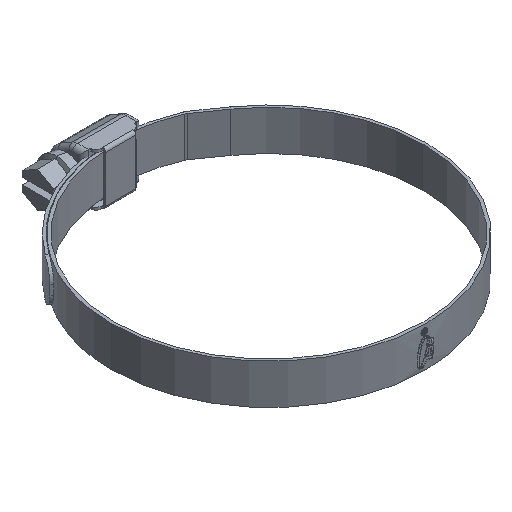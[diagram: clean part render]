
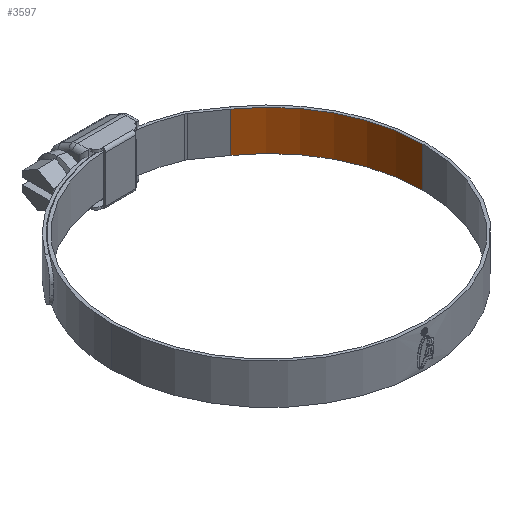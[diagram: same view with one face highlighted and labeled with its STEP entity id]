
A CAD part, isometric view. The second image highlights one B-rep face of the part: STEP entity #3597.
In plain terms, the highlighted cylindrical face has radius 30.5 mm (diameter 61 mm), a partial arc.
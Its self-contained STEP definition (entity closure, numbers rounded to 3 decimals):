
#52 = CYLINDRICAL_SURFACE ( 'NONE', #5611, 30.5 ) ;
#80 = VERTEX_POINT ( 'NONE', #4140 ) ;
#125 = CARTESIAN_POINT ( 'NONE',  ( 0., 0., 3.96 ) ) ;
#191 = DIRECTION ( 'NONE',  ( 0., 0., -1. ) ) ;
#434 = CIRCLE ( 'NONE', #7115, 30.5 ) ;
#634 = EDGE_CURVE ( 'NONE', #4925, #80, #434, .T. ) ;
#914 = CARTESIAN_POINT ( 'NONE',  ( 30.5, 0., 3.96 ) ) ;
#1123 = DIRECTION ( 'NONE',  ( 0., 0., 1. ) ) ;
#1351 = CIRCLE ( 'NONE', #3191, 30.5 ) ;
#1494 = VECTOR ( 'NONE', #191, 1000. ) ;
#1546 = CARTESIAN_POINT ( 'NONE',  ( 0., 0., 3.96 ) ) ;
#1777 = FACE_OUTER_BOUND ( 'NONE', #4388, .T. ) ;
#2590 = DIRECTION ( 'NONE',  ( 0., 0., 1. ) ) ;
#2830 = EDGE_CURVE ( 'NONE', #5567, #3538, #1351, .T. ) ;
#3122 = CARTESIAN_POINT ( 'NONE',  ( 17.494, 24.984, -3.96 ) ) ;
#3191 = AXIS2_PLACEMENT_3D ( 'NONE', #6049, #1123, #6016 ) ;
#3330 = VECTOR ( 'NONE', #4023, 1000. ) ;
#3538 = VERTEX_POINT ( 'NONE', #3122 ) ;
#3597 = ADVANCED_FACE ( 'NONE', ( #1777 ), #52, .F. ) ;
#4023 = DIRECTION ( 'NONE',  ( 0., 0., -1. ) ) ;
#4140 = CARTESIAN_POINT ( 'NONE',  ( 17.494, 24.984, 3.96 ) ) ;
#4388 = EDGE_LOOP ( 'NONE', ( #4593, #5640, #5643, #6581 ) ) ;
#4441 = DIRECTION ( 'NONE',  ( 0., 0., -1. ) ) ;
#4484 = CARTESIAN_POINT ( 'NONE',  ( 30.5, 0., 3.96 ) ) ;
#4593 = ORIENTED_EDGE ( 'NONE', *, *, #6075, .F. ) ;
#4925 = VERTEX_POINT ( 'NONE', #914 ) ;
#5177 = CARTESIAN_POINT ( 'NONE',  ( 17.494, 24.984, 3.96 ) ) ;
#5567 = VERTEX_POINT ( 'NONE', #6853 ) ;
#5611 = AXIS2_PLACEMENT_3D ( 'NONE', #125, #4441, #6132 ) ;
#5640 = ORIENTED_EDGE ( 'NONE', *, *, #634, .T. ) ;
#5643 = ORIENTED_EDGE ( 'NONE', *, *, #5867, .T. ) ;
#5867 = EDGE_CURVE ( 'NONE', #80, #3538, #6288, .T. ) ;
#6016 = DIRECTION ( 'NONE',  ( 1., 0., 0. ) ) ;
#6049 = CARTESIAN_POINT ( 'NONE',  ( 0., 0., -3.96 ) ) ;
#6075 = EDGE_CURVE ( 'NONE', #4925, #5567, #6802, .T. ) ;
#6132 = DIRECTION ( 'NONE',  ( -1., 0., 0. ) ) ;
#6288 = LINE ( 'NONE', #5177, #1494 ) ;
#6407 = DIRECTION ( 'NONE',  ( 1., 0., 0. ) ) ;
#6581 = ORIENTED_EDGE ( 'NONE', *, *, #2830, .F. ) ;
#6802 = LINE ( 'NONE', #4484, #3330 ) ;
#6853 = CARTESIAN_POINT ( 'NONE',  ( 30.5, 0., -3.96 ) ) ;
#7115 = AXIS2_PLACEMENT_3D ( 'NONE', #1546, #2590, #6407 ) ;
